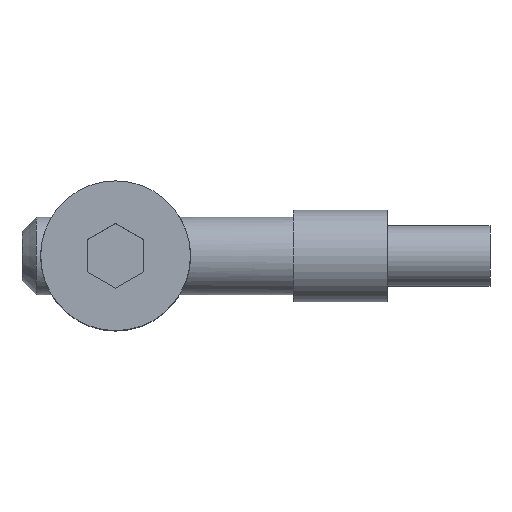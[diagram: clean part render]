
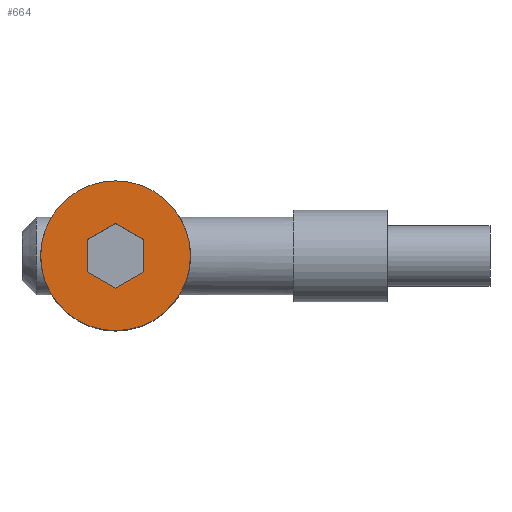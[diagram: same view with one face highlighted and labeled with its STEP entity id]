
A CAD part, top view. The second image highlights one B-rep face of the part: STEP entity #664.
In plain terms, the highlighted face is planar.
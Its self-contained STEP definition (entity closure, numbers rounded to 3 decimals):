
#316=VECTOR('',#562,1.);
#317=VECTOR('',#563,1.);
#318=VECTOR('',#564,1.);
#319=VECTOR('',#565,1.);
#320=VECTOR('',#566,1.);
#321=VECTOR('',#567,1.);
#334=LINE('',#2015,#316);
#335=LINE('',#2017,#317);
#336=LINE('',#2019,#318);
#337=LINE('',#2021,#319);
#338=LINE('',#2023,#320);
#339=LINE('',#2024,#321);
#371=ORIENTED_EDGE('',*,*,#454,.F.);
#372=ORIENTED_EDGE('',*,*,#457,.F.);
#373=ORIENTED_EDGE('',*,*,#458,.F.);
#374=ORIENTED_EDGE('',*,*,#459,.F.);
#375=ORIENTED_EDGE('',*,*,#460,.F.);
#376=ORIENTED_EDGE('',*,*,#461,.F.);
#377=ORIENTED_EDGE('',*,*,#462,.F.);
#421=CIRCLE('',#625,8.);
#431=VERTEX_POINT('',#1351);
#434=VERTEX_POINT('',#2013);
#435=VERTEX_POINT('',#2014);
#436=VERTEX_POINT('',#2016);
#437=VERTEX_POINT('',#2018);
#438=VERTEX_POINT('',#2020);
#439=VERTEX_POINT('',#2022);
#454=EDGE_CURVE('',#431,#431,#421,.T.);
#457=EDGE_CURVE('',#434,#435,#334,.T.);
#458=EDGE_CURVE('',#436,#434,#335,.T.);
#459=EDGE_CURVE('',#437,#436,#336,.T.);
#460=EDGE_CURVE('',#438,#437,#337,.T.);
#461=EDGE_CURVE('',#439,#438,#338,.T.);
#462=EDGE_CURVE('',#435,#439,#339,.T.);
#490=EDGE_LOOP('',(#371));
#491=EDGE_LOOP('',(#372,#373,#374,#375,#376,#377));
#520=FACE_BOUND('',#490,.T.);
#521=FACE_BOUND('',#491,.T.);
#556=DIRECTION('',(0.,-1.,0.));
#557=DIRECTION('',(0.,0.,-8.));
#560=DIRECTION('',(0.,1.,0.));
#561=DIRECTION('',(1.,0.,0.));
#562=DIRECTION('',(-3.,0.,-1.732));
#563=DIRECTION('',(0.,0.,-3.464));
#564=DIRECTION('',(3.,0.,-1.732));
#565=DIRECTION('',(3.,0.,1.732));
#566=DIRECTION('',(0.,0.,3.464));
#567=DIRECTION('',(-3.,0.,1.732));
#625=AXIS2_PLACEMENT_3D('',#1352,#556,#557);
#627=AXIS2_PLACEMENT_3D('',#2012,#560,#561);
#648=PLANE('',#627);
#664=ADVANCED_FACE('',(#520,#521),#648,.T.);
#1351=CARTESIAN_POINT('',(0.,22.,-8.));
#1352=CARTESIAN_POINT('',(0.,22.,0.));
#2012=CARTESIAN_POINT('',(0.,22.,-8.));
#2013=CARTESIAN_POINT('',(3.,22.,-1.732));
#2014=CARTESIAN_POINT('',(0.,22.,-3.464));
#2015=CARTESIAN_POINT('',(3.,22.,-1.732));
#2016=CARTESIAN_POINT('',(3.,22.,1.732));
#2017=CARTESIAN_POINT('',(3.,22.,1.732));
#2018=CARTESIAN_POINT('',(0.,22.,3.464));
#2019=CARTESIAN_POINT('',(0.,22.,3.464));
#2020=CARTESIAN_POINT('',(-3.,22.,1.732));
#2021=CARTESIAN_POINT('',(-3.,22.,1.732));
#2022=CARTESIAN_POINT('',(-3.,22.,-1.732));
#2023=CARTESIAN_POINT('',(-3.,22.,-1.732));
#2024=CARTESIAN_POINT('',(0.,22.,-3.464));
